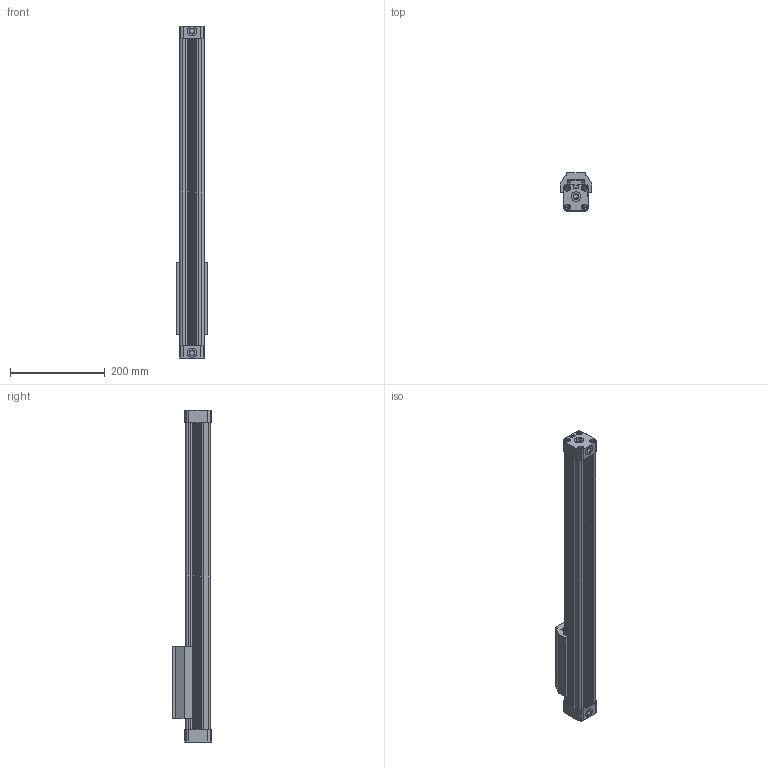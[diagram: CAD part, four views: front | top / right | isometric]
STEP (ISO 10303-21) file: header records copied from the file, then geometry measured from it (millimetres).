
FILE_DESCRIPTION( ( 'STEP AP203' ), '1' );
FILE_NAME( 'MCRPLS-90-32-0450_POS_0.stp', '2021-02-03T16:38:33', ( 'License CC BY-ND 4.0' ), ( 'CADENAS' ), ' ', 'PARTsolutions', ' ' );
FILE_SCHEMA( ( 'CONFIG_CONTROL_DESIGN' ) );
Length unit declared in the file: millimetre
Products named in the file (3): MCRPLS-90-32-0450_POS_0; _MCRPLS-90-32-0450_body; _MCRPLS-90-32-0100_rod
Assembly tree (2 placements, depth 2):
  MCRPLS-90-32-0450_POS_0
    _MCRPLS-90-32-0450_body
    _MCRPLS-90-32-0100_rod
Bounding box: 66 x 81.5 x 700 mm (x, y, z)
Volume: 1449441.4 mm3; surface area: 309206 mm2
Topology: 2 solids, 2 shells, 560 faces, 1423 edges, 915 vertices
Faces by surface type: plane 373, cylinder 131, cone 56
Full cylindrical faces by diameter (mm): 4.134 x10, 4.917 x8, 5.5 x4, 6 x4, 8 x2, 10 x4, 11 x4, 12 x8, 12.6 x8, 19.5 x1, 20 x5, 32.1 x1
Entity records: 16053 total; most frequent: CARTESIAN_POINT 2809, DIRECTION 2736, ORIENTED_EDGE 2534, EDGE_CURVE 1267, AXIS2_PLACEMENT_3D 914, LINE 908, VECTOR 908, VERTEX_POINT 892
